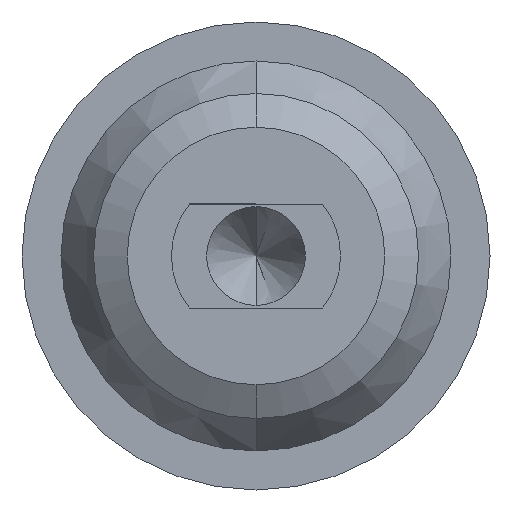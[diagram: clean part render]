
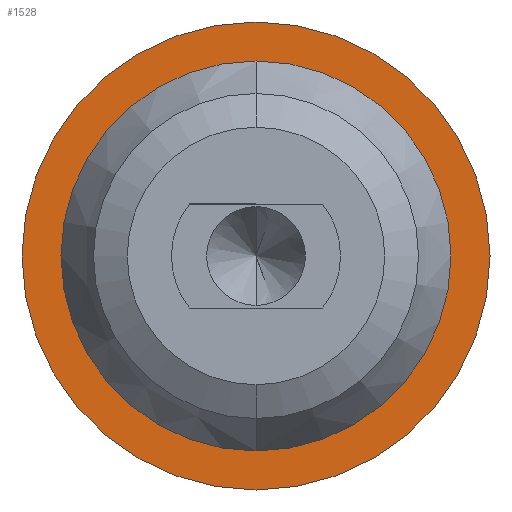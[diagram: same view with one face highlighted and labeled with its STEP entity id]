
A CAD part, front view. The second image highlights one B-rep face of the part: STEP entity #1528.
In plain terms, the highlighted planar face has unit normal (0, -1, 0).
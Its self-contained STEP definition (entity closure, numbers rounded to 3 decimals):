
#228 = CARTESIAN_POINT ( 'NONE',  ( 0., 27.8, 1.5 ) ) ;
#255 = CIRCLE ( 'NONE', #1431, 1.5 ) ;
#260 = PLANE ( 'NONE',  #795 ) ;
#299 = DIRECTION ( 'NONE',  ( 0., -1., 0. ) ) ;
#558 = VERTEX_POINT ( 'NONE', #4231 ) ;
#696 = CIRCLE ( 'NONE', #3829, 1.5 ) ;
#795 = AXIS2_PLACEMENT_3D ( 'NONE', #2313, #2328, #4800 ) ;
#1193 = DIRECTION ( 'NONE',  ( 0., 0., -1. ) ) ;
#1431 = AXIS2_PLACEMENT_3D ( 'NONE', #4550, #299, #2033 ) ;
#1492 = FACE_BOUND ( 'NONE', #2585, .T. ) ;
#1525 = EDGE_CURVE ( 'Defeature ausgef�hrt4_6+Defeature ausgef�hrt4_5+Defeature ausgef�hrt4_5+Defeature ausgef�hrt4_5', #4459, #5252, #696, .T. ) ;
#1528 = ADVANCED_FACE ( 'Defeature ausgef�hrt4_5', ( #3991, #1492 ), #260, .T. ) ;
#1634 = ORIENTED_EDGE ( 'NONE', *, *, #3990, .F. ) ;
#1735 = CARTESIAN_POINT ( 'NONE',  ( 0., 27.8, 1.8 ) ) ;
#1865 = DIRECTION ( 'NONE',  ( 0., -1., 0. ) ) ;
#1890 = ORIENTED_EDGE ( 'NONE', *, *, #3538, .T. ) ;
#1949 = EDGE_CURVE ( 'Defeature ausgef�hrt4_5+Defeature ausgef�hrt4_3+Defeature ausgef�hrt4_3+Defeature ausgef�hrt4_3', #3670, #558, #4983, .T. ) ;
#2033 = DIRECTION ( 'NONE',  ( 0., 0., -1. ) ) ;
#2177 = CARTESIAN_POINT ( 'NONE',  ( 0., 27.8, 0. ) ) ;
#2313 = CARTESIAN_POINT ( 'NONE',  ( 1.5, 27.8, 0. ) ) ;
#2328 = DIRECTION ( 'NONE',  ( 0., -1., 0. ) ) ;
#2364 = DIRECTION ( 'NONE',  ( 0., -1., 0. ) ) ;
#2585 = EDGE_LOOP ( 'NONE', ( #1634, #3383 ) ) ;
#2656 = CIRCLE ( 'NONE', #2961, 1.8 ) ;
#2961 = AXIS2_PLACEMENT_3D ( 'NONE', #3708, #2364, #1193 ) ;
#3082 = ORIENTED_EDGE ( 'NONE', *, *, #1949, .T. ) ;
#3189 = CARTESIAN_POINT ( 'NONE',  ( 0., 27.8, -1.5 ) ) ;
#3339 = EDGE_LOOP ( 'NONE', ( #1890, #3082 ) ) ;
#3383 = ORIENTED_EDGE ( 'NONE', *, *, #1525, .F. ) ;
#3538 = EDGE_CURVE ( 'Defeature ausgef�hrt4_5+Defeature ausgef�hrt4_3+Defeature ausgef�hrt4_3+Defeature ausgef�hrt4_3', #558, #3670, #2656, .T. ) ;
#3670 = VERTEX_POINT ( 'NONE', #1735 ) ;
#3708 = CARTESIAN_POINT ( 'NONE',  ( 0., 27.8, 0. ) ) ;
#3829 = AXIS2_PLACEMENT_3D ( 'NONE', #5288, #1865, #4845 ) ;
#3990 = EDGE_CURVE ( 'Defeature ausgef�hrt4_6+Defeature ausgef�hrt4_5+Defeature ausgef�hrt4_5+Defeature ausgef�hrt4_5', #5252, #4459, #255, .T. ) ;
#3991 = FACE_OUTER_BOUND ( 'NONE', #3339, .T. ) ;
#4231 = CARTESIAN_POINT ( 'NONE',  ( 0., 27.8, -1.8 ) ) ;
#4286 = DIRECTION ( 'NONE',  ( 0., -1., 0. ) ) ;
#4459 = VERTEX_POINT ( 'NONE', #228 ) ;
#4550 = CARTESIAN_POINT ( 'NONE',  ( 0., 27.8, 0. ) ) ;
#4800 = DIRECTION ( 'NONE',  ( 0., 0., -1. ) ) ;
#4845 = DIRECTION ( 'NONE',  ( 0., 0., -1. ) ) ;
#4983 = CIRCLE ( 'NONE', #5057, 1.8 ) ;
#5057 = AXIS2_PLACEMENT_3D ( 'NONE', #2177, #4286, #5151 ) ;
#5151 = DIRECTION ( 'NONE',  ( 0., 0., -1. ) ) ;
#5252 = VERTEX_POINT ( 'NONE', #3189 ) ;
#5288 = CARTESIAN_POINT ( 'NONE',  ( 0., 27.8, 0. ) ) ;
